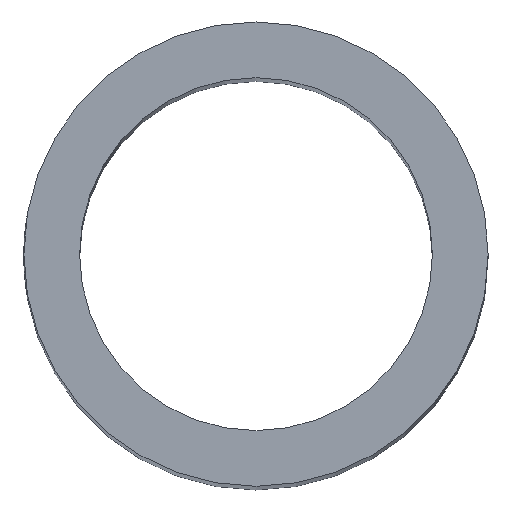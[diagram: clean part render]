
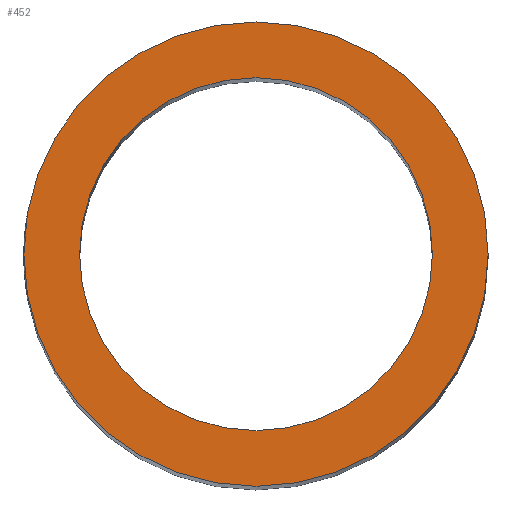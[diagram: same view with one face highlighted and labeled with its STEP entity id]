
A CAD part, top view. The second image highlights one B-rep face of the part: STEP entity #452.
In plain terms, the highlighted planar face has unit normal (0, 0, 1).
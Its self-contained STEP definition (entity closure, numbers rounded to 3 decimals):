
#23 = CIRCLE ( 'NONE', #101, 12.7 ) ;
#38 = FACE_OUTER_BOUND ( 'NONE', #276, .T. ) ;
#46 = EDGE_CURVE ( 'NONE', #228, #157, #767, .T. ) ;
#48 = CIRCLE ( 'NONE', #274, 12.7 ) ;
#100 = AXIS2_PLACEMENT_3D ( 'NONE', #256, #236, #551 ) ;
#101 = AXIS2_PLACEMENT_3D ( 'NONE', #564, #580, #591 ) ;
#131 = CARTESIAN_POINT ( 'NONE',  ( 0., 0., 116.3 ) ) ;
#151 = CARTESIAN_POINT ( 'NONE',  ( -9.652, 0., 116.3 ) ) ;
#157 = VERTEX_POINT ( 'NONE', #151 ) ;
#159 = DIRECTION ( 'NONE',  ( 1., 0., 0. ) ) ;
#163 = ORIENTED_EDGE ( 'NONE', *, *, #680, .T. ) ;
#192 = EDGE_CURVE ( 'NONE', #157, #228, #716, .T. ) ;
#228 = VERTEX_POINT ( 'NONE', #469 ) ;
#232 = CARTESIAN_POINT ( 'NONE',  ( -12.7, 0., 116.3 ) ) ;
#236 = DIRECTION ( 'NONE',  ( 0., 0., 1. ) ) ;
#256 = CARTESIAN_POINT ( 'NONE',  ( 0., 0., 116.3 ) ) ;
#274 = AXIS2_PLACEMENT_3D ( 'NONE', #748, #314, #159 ) ;
#276 = EDGE_LOOP ( 'NONE', ( #163, #398 ) ) ;
#282 = CARTESIAN_POINT ( 'NONE',  ( 0., 0., 116.3 ) ) ;
#289 = DIRECTION ( 'NONE',  ( 0., 0., 1. ) ) ;
#314 = DIRECTION ( 'NONE',  ( 0., 0., 1. ) ) ;
#320 = VERTEX_POINT ( 'NONE', #684 ) ;
#356 = FACE_BOUND ( 'NONE', #405, .T. ) ;
#398 = ORIENTED_EDGE ( 'NONE', *, *, #600, .T. ) ;
#405 = EDGE_LOOP ( 'NONE', ( #407, #441 ) ) ;
#407 = ORIENTED_EDGE ( 'NONE', *, *, #192, .F. ) ;
#441 = ORIENTED_EDGE ( 'NONE', *, *, #46, .F. ) ;
#452 = ADVANCED_FACE ( 'NONE', ( #38, #356 ), #775, .T. ) ;
#469 = CARTESIAN_POINT ( 'NONE',  ( 9.652, 0., 116.3 ) ) ;
#485 = DIRECTION ( 'NONE',  ( 1., 0., 0. ) ) ;
#551 = DIRECTION ( 'NONE',  ( 1., 0., 0. ) ) ;
#564 = CARTESIAN_POINT ( 'NONE',  ( 0., 0., 116.3 ) ) ;
#580 = DIRECTION ( 'NONE',  ( 0., 0., 1. ) ) ;
#591 = DIRECTION ( 'NONE',  ( 1., 0., 0. ) ) ;
#594 = DIRECTION ( 'NONE',  ( 1., 0., 0. ) ) ;
#600 = EDGE_CURVE ( 'NONE', #320, #742, #48, .T. ) ;
#635 = AXIS2_PLACEMENT_3D ( 'NONE', #131, #289, #594 ) ;
#680 = EDGE_CURVE ( 'NONE', #742, #320, #23, .T. ) ;
#684 = CARTESIAN_POINT ( 'NONE',  ( 12.7, 0., 116.3 ) ) ;
#716 = CIRCLE ( 'NONE', #719, 9.652 ) ;
#719 = AXIS2_PLACEMENT_3D ( 'NONE', #282, #772, #485 ) ;
#742 = VERTEX_POINT ( 'NONE', #232 ) ;
#748 = CARTESIAN_POINT ( 'NONE',  ( 0., 0., 116.3 ) ) ;
#767 = CIRCLE ( 'NONE', #635, 9.652 ) ;
#772 = DIRECTION ( 'NONE',  ( 0., 0., 1. ) ) ;
#775 = PLANE ( 'NONE',  #100 ) ;
